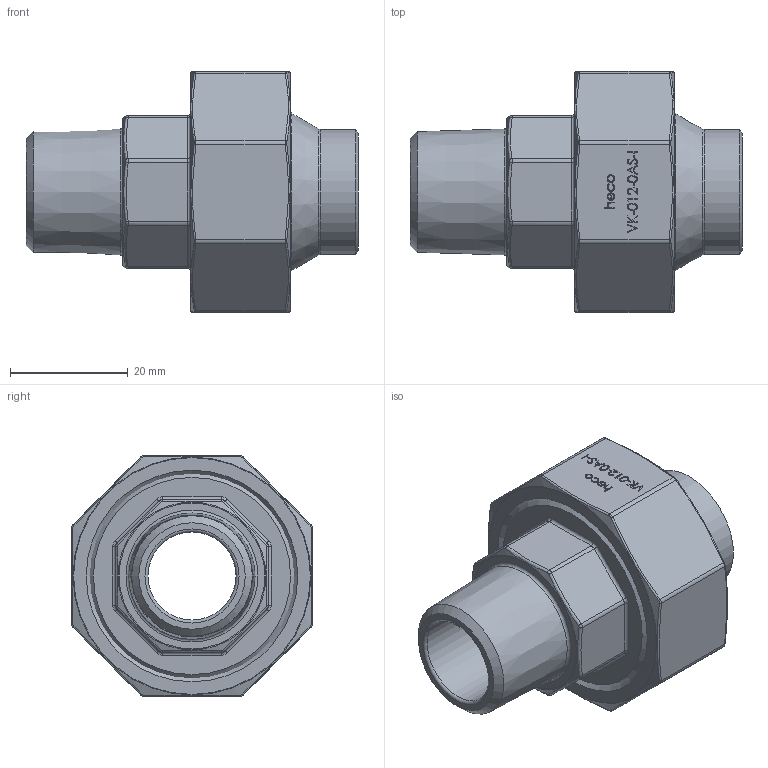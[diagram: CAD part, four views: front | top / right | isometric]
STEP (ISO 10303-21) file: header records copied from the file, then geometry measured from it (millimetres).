
FILE_DESCRIPTION (( 'STEP AP214' ), '1' );
FILE_NAME ('VK-012-0AS-I Verschraubung konisch 2202.STEP', '2022-02-03T08:43:02', ( '' ), ( '' ), 'SwSTEP 2.0', 'SolidWorks 2019', '' );
FILE_SCHEMA (( 'AUTOMOTIVE_DESIGN' ));
Length unit declared in the file: millimetre
Products named in the file (1): VK-012-0AS-I Verschraubung konisch 2202
Bounding box: 56.5 x 41 x 41 mm (x, y, z)
Volume: 26253 mm3; surface area: 15561.4 mm2
Topology: 3 solids, 3 shells, 329 faces, 797 edges, 502 vertices
Faces by surface type: plane 122, bspline 122, cylinder 35, torus 35, cone 15
Full cylindrical faces by diameter (mm): 15 x1, 16.7 x1, 18 x1, 21.3 x1, 22 x2, 29.5 x1, 30 x1, 33.5 x1, 33.84 x1, 36 x1
Entity records: 17867 total; most frequent: CARTESIAN_POINT 7622, ORIENTED_EDGE 1452, DIRECTION 1042, EDGE_CURVE 726, VERTEX_POINT 484, EDGE_LOOP 416, FACE_OUTER_BOUND 367, AXIS2_PLACEMENT_3D 352
